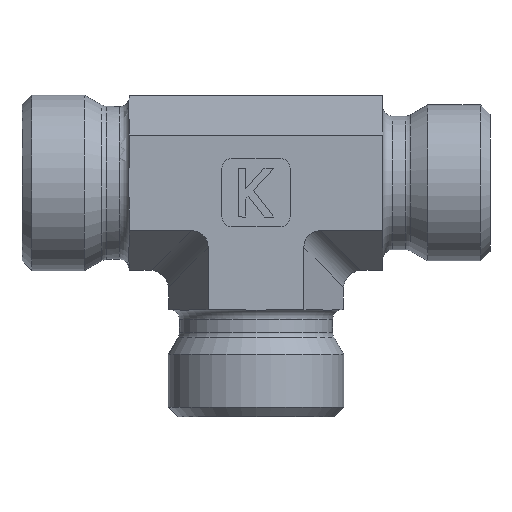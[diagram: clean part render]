
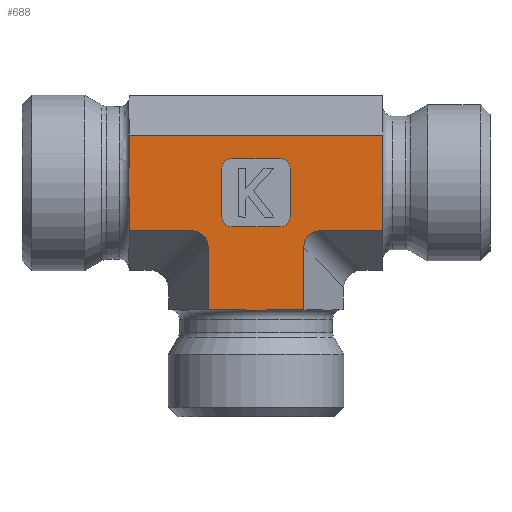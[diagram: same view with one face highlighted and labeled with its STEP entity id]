
A CAD part, left-side view. The second image highlights one B-rep face of the part: STEP entity #688.
In plain terms, the highlighted planar face has unit normal (-1, 0, 0).
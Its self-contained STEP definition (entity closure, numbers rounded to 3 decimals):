
#384=CARTESIAN_POINT('',(-27.685,22.544,13.536));
#385=VERTEX_POINT('',#384);
#393=CARTESIAN_POINT('',(-27.685,22.544,18.464));
#394=VERTEX_POINT('',#393);
#395=CARTESIAN_POINT('',(-27.685,22.544,18.464));
#396=CARTESIAN_POINT('',(-27.685,22.544,18.231));
#397=CARTESIAN_POINT('',(-27.685,22.551,17.952));
#398=CARTESIAN_POINT('',(-27.685,22.579,17.182));
#399=CARTESIAN_POINT('',(-27.685,22.607,16.538));
#400=CARTESIAN_POINT('',(-27.685,22.607,16.));
#401=CARTESIAN_POINT('',(-27.685,22.607,15.462));
#402=CARTESIAN_POINT('',(-27.685,22.579,14.818));
#403=CARTESIAN_POINT('',(-27.685,22.551,14.048));
#404=CARTESIAN_POINT('',(-27.685,22.544,13.769));
#405=CARTESIAN_POINT('',(-27.685,22.544,13.536));
#406=B_SPLINE_CURVE_WITH_KNOTS('',3,(#395,#396,#397,#398,#399,#400,#401,#402,#403,#404,#405),.UNSPECIFIED.,.F.,.U.,(4,2,3,2,4),(-0.231,-0.161,0.0,0.161,0.231),.UNSPECIFIED.);
#407=EDGE_CURVE('',#394,#385,#406,.T.);
#487=CARTESIAN_POINT('',(-27.685,22.544,20.907));
#488=VERTEX_POINT('',#487);
#489=CARTESIAN_POINT('',(-27.685,22.544,20.907));
#490=DIRECTION('',(0.0,0.0,-1.0));
#491=VECTOR('',#490,2.443);
#492=LINE('',#489,#491);
#493=EDGE_CURVE('',#488,#394,#492,.T.);
#505=CARTESIAN_POINT('',(-27.685,4.636,0.0));
#506=DIRECTION('',(-1.0,0.0,0.0));
#507=DIRECTION('',(0.0,0.0,1.0));
#508=AXIS2_PLACEMENT_3D('',#505,#506,#507);
#509=PLANE('',#508);
#510=ORIENTED_EDGE('',*,*,#493,.T.);
#511=ORIENTED_EDGE('',*,*,#407,.T.);
#512=CARTESIAN_POINT('',(-27.685,22.544,11.093));
#513=VERTEX_POINT('',#512);
#514=CARTESIAN_POINT('',(-27.685,22.544,13.536));
#515=DIRECTION('',(0.0,0.0,-1.0));
#516=VECTOR('',#515,2.443);
#517=LINE('',#514,#516);
#518=EDGE_CURVE('',#385,#513,#517,.T.);
#519=ORIENTED_EDGE('',*,*,#518,.T.);
#520=CARTESIAN_POINT('',(-27.685,16.183,11.093));
#521=VERTEX_POINT('',#520);
#522=CARTESIAN_POINT('',(-27.685,16.183,11.093));
#523=DIRECTION('',(0.0,1.0,0.0));
#524=VECTOR('',#523,6.36);
#525=LINE('',#522,#524);
#526=EDGE_CURVE('',#521,#513,#525,.T.);
#527=ORIENTED_EDGE('',*,*,#526,.F.);
#528=CARTESIAN_POINT('',(-27.685,14.451,9.36));
#529=VERTEX_POINT('',#528);
#530=CARTESIAN_POINT('',(-27.685,16.761,8.783));
#531=DIRECTION('',(-1.0,0.0,0.0));
#532=DIRECTION('',(0.0,-0.707,0.707));
#533=AXIS2_PLACEMENT_3D('',#530,#531,#532);
#534=ELLIPSE('',#533,2.582,2.0);
#535=EDGE_CURVE('',#529,#521,#534,.T.);
#536=ORIENTED_EDGE('',*,*,#535,.F.);
#537=CARTESIAN_POINT('',(-27.685,14.451,3.0));
#538=VERTEX_POINT('',#537);
#539=CARTESIAN_POINT('',(-27.685,14.451,3.0));
#540=DIRECTION('',(0.0,0.0,1.0));
#541=VECTOR('',#540,6.36);
#542=LINE('',#539,#541);
#543=EDGE_CURVE('',#538,#529,#542,.T.);
#544=ORIENTED_EDGE('',*,*,#543,.F.);
#545=CARTESIAN_POINT('',(-27.685,12.008,3.));
#546=VERTEX_POINT('',#545);
#547=CARTESIAN_POINT('',(-27.685,14.451,3.));
#548=DIRECTION('',(0.0,-1.0,0.0));
#549=VECTOR('',#548,2.443);
#550=LINE('',#547,#549);
#551=EDGE_CURVE('',#538,#546,#550,.T.);
#552=ORIENTED_EDGE('',*,*,#551,.T.);
#553=CARTESIAN_POINT('',(-27.685,7.08,3.));
#554=VERTEX_POINT('',#553);
#555=CARTESIAN_POINT('',(-27.685,12.008,3.));
#556=CARTESIAN_POINT('',(-27.685,11.775,3.));
#557=CARTESIAN_POINT('',(-27.685,11.496,2.992));
#558=CARTESIAN_POINT('',(-27.685,10.726,2.965));
#559=CARTESIAN_POINT('',(-27.685,10.082,2.937));
#560=CARTESIAN_POINT('',(-27.685,9.544,2.937));
#561=CARTESIAN_POINT('',(-27.685,9.006,2.937));
#562=CARTESIAN_POINT('',(-27.685,8.362,2.965));
#563=CARTESIAN_POINT('',(-27.685,7.592,2.992));
#564=CARTESIAN_POINT('',(-27.685,7.312,3.));
#565=CARTESIAN_POINT('',(-27.685,7.08,3.));
#566=B_SPLINE_CURVE_WITH_KNOTS('',3,(#555,#556,#557,#558,#559,#560,#561,#562,#563,#564,#565),.UNSPECIFIED.,.F.,.U.,(4,2,3,2,4),(-0.231,-0.161,0.0,0.161,0.231),.UNSPECIFIED.);
#567=EDGE_CURVE('',#546,#554,#566,.T.);
#568=ORIENTED_EDGE('',*,*,#567,.T.);
#569=CARTESIAN_POINT('',(-27.685,4.636,3.0));
#570=VERTEX_POINT('',#569);
#571=CARTESIAN_POINT('',(-27.685,7.08,3.0));
#572=DIRECTION('',(0.0,-1.0,0.0));
#573=VECTOR('',#572,2.443);
#574=LINE('',#571,#573);
#575=EDGE_CURVE('',#554,#570,#574,.T.);
#576=ORIENTED_EDGE('',*,*,#575,.T.);
#577=CARTESIAN_POINT('',(-27.685,4.636,9.36));
#578=VERTEX_POINT('',#577);
#579=CARTESIAN_POINT('',(-27.685,4.636,3.0));
#580=DIRECTION('',(0.0,0.0,1.0));
#581=VECTOR('',#580,6.36);
#582=LINE('',#579,#581);
#583=EDGE_CURVE('',#570,#578,#582,.T.);
#584=ORIENTED_EDGE('',*,*,#583,.T.);
#585=CARTESIAN_POINT('',(-27.685,2.904,11.093));
#586=VERTEX_POINT('',#585);
#587=CARTESIAN_POINT('',(-27.685,2.327,8.783));
#588=DIRECTION('',(-1.0,0.0,0.0));
#589=DIRECTION('',(0.0,0.707,0.707));
#590=AXIS2_PLACEMENT_3D('',#587,#588,#589);
#591=ELLIPSE('',#590,2.582,2.0);
#592=EDGE_CURVE('',#586,#578,#591,.T.);
#593=ORIENTED_EDGE('',*,*,#592,.F.);
#594=CARTESIAN_POINT('',(-27.685,-3.456,11.093));
#595=VERTEX_POINT('',#594);
#596=CARTESIAN_POINT('',(-27.685,2.904,11.093));
#597=DIRECTION('',(0.0,-1.0,0.0));
#598=VECTOR('',#597,6.36);
#599=LINE('',#596,#598);
#600=EDGE_CURVE('',#586,#595,#599,.T.);
#601=ORIENTED_EDGE('',*,*,#600,.T.);
#602=CARTESIAN_POINT('',(-27.685,-3.456,20.907));
#603=VERTEX_POINT('',#602);
#604=CARTESIAN_POINT('',(-27.685,-3.456,11.093));
#605=DIRECTION('',(0.0,0.0,1.0));
#606=VECTOR('',#605,9.815);
#607=LINE('',#604,#606);
#608=EDGE_CURVE('',#595,#603,#607,.T.);
#609=ORIENTED_EDGE('',*,*,#608,.T.);
#610=CARTESIAN_POINT('',(-27.685,22.544,20.907));
#611=DIRECTION('',(0.0,-1.0,0.0));
#612=VECTOR('',#611,26.);
#613=LINE('',#610,#612);
#614=EDGE_CURVE('',#488,#603,#613,.T.);
#615=ORIENTED_EDGE('',*,*,#614,.F.);
#616=EDGE_LOOP('',(#510,#511,#519,#527,#536,#544,#552,#568,#576,#584,#593,#601,#609,#615));
#617=FACE_OUTER_BOUND('',#616,.T.);
#618=CARTESIAN_POINT('',(-27.685,7.044,11.5));
#619=VERTEX_POINT('',#618);
#620=CARTESIAN_POINT('',(-27.685,12.044,11.5));
#621=VERTEX_POINT('',#620);
#622=CARTESIAN_POINT('',(-27.685,7.044,11.5));
#623=DIRECTION('',(0.0,1.0,0.0));
#624=VECTOR('',#623,5.);
#625=LINE('',#622,#624);
#626=EDGE_CURVE('',#619,#621,#625,.T.);
#627=ORIENTED_EDGE('',*,*,#626,.T.);
#628=CARTESIAN_POINT('',(-27.685,13.044,12.5));
#629=VERTEX_POINT('',#628);
#630=CARTESIAN_POINT('',(-27.685,12.044,12.5));
#631=DIRECTION('',(-1.0,0.0,0.0));
#632=DIRECTION('',(0.0,0.707,-0.707));
#633=AXIS2_PLACEMENT_3D('',#630,#631,#632);
#634=CIRCLE('',#633,1.0);
#635=EDGE_CURVE('',#629,#621,#634,.T.);
#636=ORIENTED_EDGE('',*,*,#635,.F.);
#637=CARTESIAN_POINT('',(-27.685,13.044,17.5));
#638=VERTEX_POINT('',#637);
#639=CARTESIAN_POINT('',(-27.685,13.044,12.5));
#640=DIRECTION('',(0.0,0.0,1.0));
#641=VECTOR('',#640,5.);
#642=LINE('',#639,#641);
#643=EDGE_CURVE('',#629,#638,#642,.T.);
#644=ORIENTED_EDGE('',*,*,#643,.T.);
#645=CARTESIAN_POINT('',(-27.685,12.044,18.5));
#646=VERTEX_POINT('',#645);
#647=CARTESIAN_POINT('',(-27.685,12.044,17.5));
#648=DIRECTION('',(-1.0,0.0,0.0));
#649=DIRECTION('',(0.0,0.707,0.707));
#650=AXIS2_PLACEMENT_3D('',#647,#648,#649);
#651=CIRCLE('',#650,1.0);
#652=EDGE_CURVE('',#646,#638,#651,.T.);
#653=ORIENTED_EDGE('',*,*,#652,.F.);
#654=CARTESIAN_POINT('',(-27.685,7.044,18.5));
#655=VERTEX_POINT('',#654);
#656=CARTESIAN_POINT('',(-27.685,12.044,18.5));
#657=DIRECTION('',(0.0,-1.0,0.0));
#658=VECTOR('',#657,5.);
#659=LINE('',#656,#658);
#660=EDGE_CURVE('',#646,#655,#659,.T.);
#661=ORIENTED_EDGE('',*,*,#660,.T.);
#662=CARTESIAN_POINT('',(-27.685,6.044,17.5));
#663=VERTEX_POINT('',#662);
#664=CARTESIAN_POINT('',(-27.685,7.044,17.5));
#665=DIRECTION('',(-1.0,0.0,0.0));
#666=DIRECTION('',(0.0,-0.707,0.707));
#667=AXIS2_PLACEMENT_3D('',#664,#665,#666);
#668=CIRCLE('',#667,1.0);
#669=EDGE_CURVE('',#663,#655,#668,.T.);
#670=ORIENTED_EDGE('',*,*,#669,.F.);
#671=CARTESIAN_POINT('',(-27.685,6.044,12.5));
#672=VERTEX_POINT('',#671);
#673=CARTESIAN_POINT('',(-27.685,6.044,17.5));
#674=DIRECTION('',(0.0,0.0,-1.0));
#675=VECTOR('',#674,5.);
#676=LINE('',#673,#675);
#677=EDGE_CURVE('',#663,#672,#676,.T.);
#678=ORIENTED_EDGE('',*,*,#677,.T.);
#679=CARTESIAN_POINT('',(-27.685,7.044,12.5));
#680=DIRECTION('',(-1.0,0.0,0.0));
#681=DIRECTION('',(0.0,-0.707,-0.707));
#682=AXIS2_PLACEMENT_3D('',#679,#680,#681);
#683=CIRCLE('',#682,1.0);
#684=EDGE_CURVE('',#619,#672,#683,.T.);
#685=ORIENTED_EDGE('',*,*,#684,.F.);
#686=EDGE_LOOP('',(#627,#636,#644,#653,#661,#670,#678,#685));
#687=FACE_BOUND('',#686,.T.);
#688=ADVANCED_FACE('',(#617,#687),#509,.T.);
